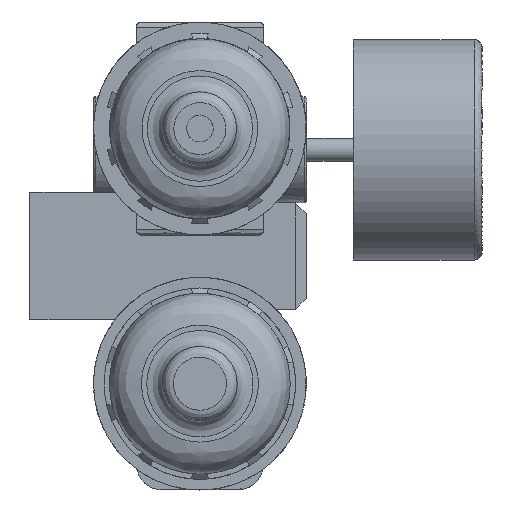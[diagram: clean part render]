
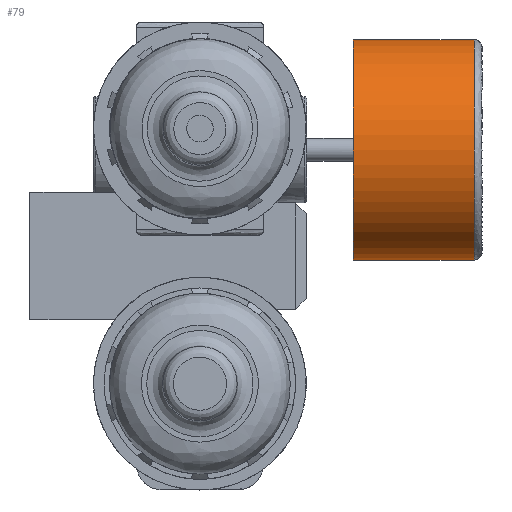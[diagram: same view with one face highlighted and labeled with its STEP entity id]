
A CAD part, front view. The second image highlights one B-rep face of the part: STEP entity #79.
In plain terms, the highlighted free-form (B-spline) face has degree [2, 1] with [9, 2] control points.
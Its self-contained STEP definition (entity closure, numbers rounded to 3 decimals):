
#21 = EDGE_CURVE('',#22,#22,#24,.T.);
#22 = VERTEX_POINT('',#23);
#23 = CARTESIAN_POINT('',(56.572,0.,
    18.36));
#24 = ( BOUNDED_CURVE() B_SPLINE_CURVE(2,(#25,#26,#27,#28,#29,#30,#31),
.UNSPECIFIED.,.T.,.F.) B_SPLINE_CURVE_WITH_KNOTS((3,2,2,3),(
    3.142,5.236,7.33,9.425),
.PIECEWISE_BEZIER_KNOTS.) CURVE() GEOMETRIC_REPRESENTATION_ITEM() 
RATIONAL_B_SPLINE_CURVE((1.,0.5,1.,0.5,1.,0.5,1.)) REPRESENTATION_ITEM(
  '') );
#25 = CARTESIAN_POINT('',(56.572,0.,
    18.36));
#26 = CARTESIAN_POINT('',(56.572,-39.395,
    18.36));
#27 = CARTESIAN_POINT('',(56.572,-19.697,
    -15.757));
#28 = CARTESIAN_POINT('',(56.572,0.,
    -49.874));
#29 = CARTESIAN_POINT('',(56.572,19.697,
    -15.757));
#30 = CARTESIAN_POINT('',(56.572,39.395,
    18.36));
#31 = CARTESIAN_POINT('',(56.572,0.,
    18.36));
#79 = ADVANCED_FACE('',(#80),#101,.T.);
#80 = FACE_BOUND('',#81,.T.);
#81 = EDGE_LOOP('',(#82,#94,#99,#100));
#82 = ORIENTED_EDGE('',*,*,#83,.T.);
#83 = EDGE_CURVE('',#84,#84,#86,.T.);
#84 = VERTEX_POINT('',#85);
#85 = CARTESIAN_POINT('',(31.678,0.,
    18.36));
#86 = ( BOUNDED_CURVE() B_SPLINE_CURVE(2,(#87,#88,#89,#90,#91,#92,#93),
.UNSPECIFIED.,.T.,.F.) B_SPLINE_CURVE_WITH_KNOTS((3,2,2,3),(
    3.142,5.236,7.33,9.425),
.PIECEWISE_BEZIER_KNOTS.) CURVE() GEOMETRIC_REPRESENTATION_ITEM() 
RATIONAL_B_SPLINE_CURVE((1.,0.5,1.,0.5,1.,0.5,1.)) REPRESENTATION_ITEM(
  '') );
#87 = CARTESIAN_POINT('',(31.678,0.,
    18.36));
#88 = CARTESIAN_POINT('',(31.678,-39.395,
    18.36));
#89 = CARTESIAN_POINT('',(31.678,-19.697,
    -15.757));
#90 = CARTESIAN_POINT('',(31.678,0.,
    -49.874));
#91 = CARTESIAN_POINT('',(31.678,19.697,
    -15.757));
#92 = CARTESIAN_POINT('',(31.678,39.395,
    18.36));
#93 = CARTESIAN_POINT('',(31.678,0.,
    18.36));
#94 = ORIENTED_EDGE('',*,*,#95,.T.);
#95 = EDGE_CURVE('',#84,#22,#96,.T.);
#96 = B_SPLINE_CURVE_WITH_KNOTS('',1,(#97,#98),.UNSPECIFIED.,.F.,.F.,(2,
    2),(-23.6,-0.889),.PIECEWISE_BEZIER_KNOTS.);
#97 = CARTESIAN_POINT('',(31.678,0.,
    18.36));
#98 = CARTESIAN_POINT('',(56.572,0.,
    18.36));
#99 = ORIENTED_EDGE('',*,*,#21,.F.);
#100 = ORIENTED_EDGE('',*,*,#95,.F.);
#101 = ( BOUNDED_SURFACE() B_SPLINE_SURFACE(2,1,(
    (#102,#103)
    ,(#104,#105)
    ,(#106,#107)
    ,(#108,#109)
    ,(#110,#111)
    ,(#112,#113)
    ,(#114,#115)
    ,(#116,#117)
,(#118,#119
    )),.UNSPECIFIED.,.T.,.F.,.F.) B_SPLINE_SURFACE_WITH_KNOTS((3,2,2,2,3
    ),(2,2),(-3.142,-2.094,0.,2.094,
    3.142),(0.889,23.6),.UNSPECIFIED.) 
GEOMETRIC_REPRESENTATION_ITEM() RATIONAL_B_SPLINE_SURFACE((
    (0.75,0.75)
    ,(0.75,0.75)
    ,(1.,1.)
    ,(0.5,0.5)
    ,(1.,1.)
    ,(0.5,0.5)
    ,(1.,1.)
    ,(0.75,0.75)
,(0.75,0.75))) REPRESENTATION_ITEM('') SURFACE() );
#102 = CARTESIAN_POINT('',(56.572,0.,18.36));
#103 = CARTESIAN_POINT('',(31.678,0.,18.36));
#104 = CARTESIAN_POINT('',(56.572,13.132,
    18.36));
#105 = CARTESIAN_POINT('',(31.678,13.132,
    18.36));
#106 = CARTESIAN_POINT('',(56.572,19.697,
    6.988));
#107 = CARTESIAN_POINT('',(31.678,19.697,
    6.988));
#108 = CARTESIAN_POINT('',(56.572,39.395,
    -27.129));
#109 = CARTESIAN_POINT('',(31.678,39.395,
    -27.129));
#110 = CARTESIAN_POINT('',(56.572,0.,-27.129));
#111 = CARTESIAN_POINT('',(31.678,0.,-27.129));
#112 = CARTESIAN_POINT('',(56.572,-39.395,
    -27.129));
#113 = CARTESIAN_POINT('',(31.678,-39.395,
    -27.129));
#114 = CARTESIAN_POINT('',(56.572,-19.697,
    6.988));
#115 = CARTESIAN_POINT('',(31.678,-19.697,
    6.988));
#116 = CARTESIAN_POINT('',(56.572,-13.132,
    18.36));
#117 = CARTESIAN_POINT('',(31.678,-13.132,
    18.36));
#118 = CARTESIAN_POINT('',(56.572,0.,18.36));
#119 = CARTESIAN_POINT('',(31.678,0.,18.36));
